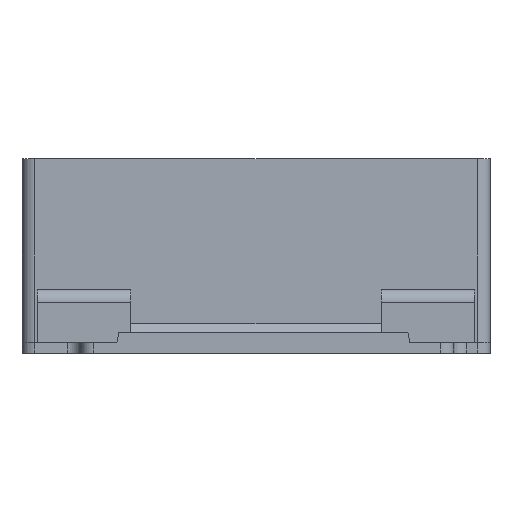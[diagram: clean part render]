
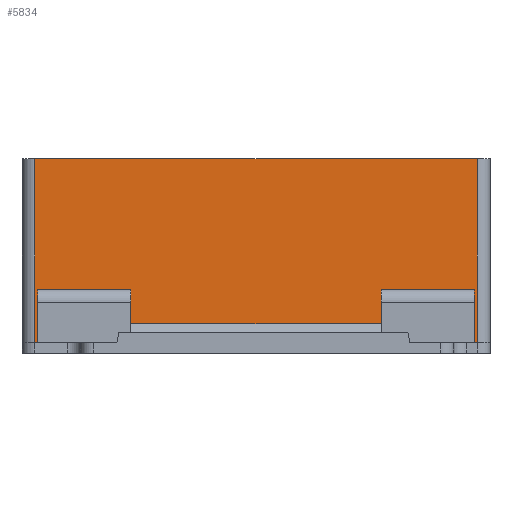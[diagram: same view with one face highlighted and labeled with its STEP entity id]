
A CAD part, left-side view. The second image highlights one B-rep face of the part: STEP entity #5834.
In plain terms, the highlighted planar face has unit normal (-1, 0, 0).
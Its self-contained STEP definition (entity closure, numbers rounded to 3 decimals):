
#600=FACE_OUTER_BOUND('',#930,.T.);
#930=EDGE_LOOP('',(#4097,#4098,#4099,#4100));
#1258=LINE('',#7501,#1815);
#1340=LINE('',#7670,#1897);
#1351=LINE('',#7700,#1908);
#1352=LINE('',#7701,#1909);
#1815=VECTOR('',#6431,10.);
#1897=VECTOR('',#6573,10.);
#1908=VECTOR('',#6612,10.);
#1909=VECTOR('',#6613,10.);
#2378=VERTEX_POINT('',#7498);
#2379=VERTEX_POINT('',#7500);
#2436=VERTEX_POINT('',#7669);
#2441=VERTEX_POINT('',#7699);
#2983=EDGE_CURVE('',#2378,#2379,#1258,.T.);
#3068=EDGE_CURVE('',#2436,#2379,#1340,.T.);
#3082=EDGE_CURVE('',#2441,#2378,#1351,.T.);
#3083=EDGE_CURVE('',#2441,#2436,#1352,.T.);
#4097=ORIENTED_EDGE('',*,*,#3068,.T.);
#4098=ORIENTED_EDGE('',*,*,#2983,.F.);
#4099=ORIENTED_EDGE('',*,*,#3082,.F.);
#4100=ORIENTED_EDGE('',*,*,#3083,.T.);
#5674=PLANE('',#6177);
#5834=ADVANCED_FACE('',(#600),#5674,.T.);
#6177=AXIS2_PLACEMENT_3D('',#7698,#6610,#6611);
#6431=DIRECTION('',(0.,-1.,0.));
#6573=DIRECTION('',(0.,0.,1.));
#6610=DIRECTION('center_axis',(-1.,0.,0.));
#6611=DIRECTION('ref_axis',(0.,-1.,0.));
#6612=DIRECTION('',(0.,0.,1.));
#6613=DIRECTION('',(0.,-1.,0.));
#7498=CARTESIAN_POINT('',(-18.1,50.1,22.5));
#7500=CARTESIAN_POINT('',(-18.1,-1.1,22.5));
#7501=CARTESIAN_POINT('',(-18.1,50.1,22.5));
#7669=CARTESIAN_POINT('',(-18.1,-1.1,0.));
#7670=CARTESIAN_POINT('',(-18.1,-1.1,0.));
#7698=CARTESIAN_POINT('Origin',(-18.1,50.1,0.));
#7699=CARTESIAN_POINT('',(-18.1,50.1,0.));
#7700=CARTESIAN_POINT('',(-18.1,50.1,0.));
#7701=CARTESIAN_POINT('',(-18.1,50.1,0.));
